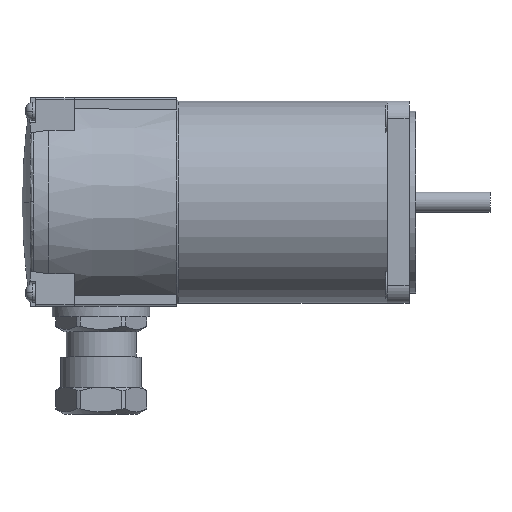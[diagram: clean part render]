
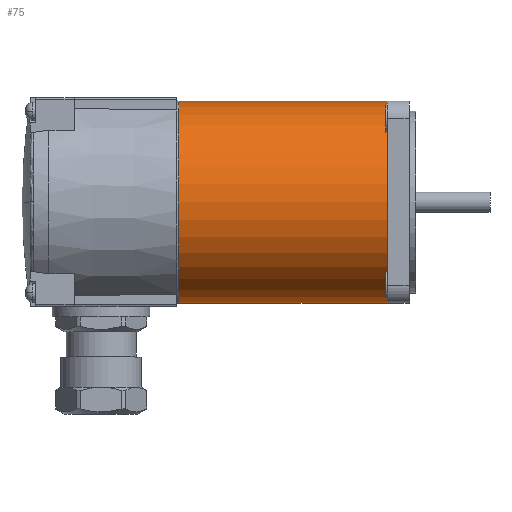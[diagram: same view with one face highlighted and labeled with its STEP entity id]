
A CAD part, top view. The second image highlights one B-rep face of the part: STEP entity #75.
In plain terms, the highlighted cylindrical face has radius 30 mm (diameter 60 mm), a partial arc.
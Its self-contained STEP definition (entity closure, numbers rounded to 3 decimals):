
#75 = ADVANCED_FACE( '', ( #287 ), #288, .T. );
#287 = FACE_OUTER_BOUND( '', #733, .T. );
#288 = CYLINDRICAL_SURFACE( '', #734, 30. );
#733 = EDGE_LOOP( '', ( #1179, #1180, #1181, #1182, #1183 ) );
#734 = AXIS2_PLACEMENT_3D( '', #1184, #1185, #1186 );
#1179 = ORIENTED_EDGE( '', *, *, #2918, .F. );
#1180 = ORIENTED_EDGE( '', *, *, #2919, .T. );
#1181 = ORIENTED_EDGE( '', *, *, #2920, .F. );
#1182 = ORIENTED_EDGE( '', *, *, #2921, .T. );
#1183 = ORIENTED_EDGE( '', *, *, #2922, .T. );
#1184 = CARTESIAN_POINT( '', ( -34.25, 0., 0. ) );
#1185 = DIRECTION( '', ( -1., 0., 0. ) );
#1186 = DIRECTION( '', ( 0., 1., 0. ) );
#2918 = EDGE_CURVE( '', #3471, #3472, #3473, .T. );
#2919 = EDGE_CURVE( '', #3471, #3474, #3475, .T. );
#2920 = EDGE_CURVE( '', #3476, #3474, #3477, .T. );
#2921 = EDGE_CURVE( '', #3476, #3478, #3479, .T. );
#2922 = EDGE_CURVE( '', #3478, #3472, #3480, .T. );
#3471 = VERTEX_POINT( '', #4384 );
#3472 = VERTEX_POINT( '', #4385 );
#3473 = LINE( '', #4386, #4387 );
#3474 = VERTEX_POINT( '', #4388 );
#3475 = CIRCLE( '', #4389, 30. );
#3476 = VERTEX_POINT( '', #4390 );
#3477 = LINE( '', #4391, #4392 );
#3478 = VERTEX_POINT( '', #4393 );
#3479 = CIRCLE( '', #4394, 30. );
#3480 = CIRCLE( '', #4395, 30. );
#4384 = CARTESIAN_POINT( '', ( -68.5, 30., 0. ) );
#4385 = CARTESIAN_POINT( '', ( -6.5, 30., 0. ) );
#4386 = CARTESIAN_POINT( '', ( -34.25, 30., 0. ) );
#4387 = VECTOR( '', #6007, 1. );
#4388 = CARTESIAN_POINT( '', ( -68.5, -30., 0. ) );
#4389 = AXIS2_PLACEMENT_3D( '', #6008, #6009, #6010 );
#4390 = CARTESIAN_POINT( '', ( -6.5, -30., 0. ) );
#4391 = CARTESIAN_POINT( '', ( -34.25, -30., 0. ) );
#4392 = VECTOR( '', #6011, 1. );
#4393 = CARTESIAN_POINT( '', ( -6.5, 0., 30. ) );
#4394 = AXIS2_PLACEMENT_3D( '', #6012, #6013, #6014 );
#4395 = AXIS2_PLACEMENT_3D( '', #6015, #6016, #6017 );
#6007 = DIRECTION( '', ( 1., 0., 0. ) );
#6008 = CARTESIAN_POINT( '', ( -68.5, 0., 0. ) );
#6009 = DIRECTION( '', ( 1., 0., 0. ) );
#6010 = DIRECTION( '', ( 0., 1., 0. ) );
#6011 = DIRECTION( '', ( -1., 0., 0. ) );
#6012 = CARTESIAN_POINT( '', ( -6.5, 0., 0. ) );
#6013 = DIRECTION( '', ( -1., 0., 0. ) );
#6014 = DIRECTION( '', ( 0., 1., 0. ) );
#6015 = CARTESIAN_POINT( '', ( -6.5, 0., 0. ) );
#6016 = DIRECTION( '', ( -1., 0., 0. ) );
#6017 = DIRECTION( '', ( 0., 1., 0. ) );
